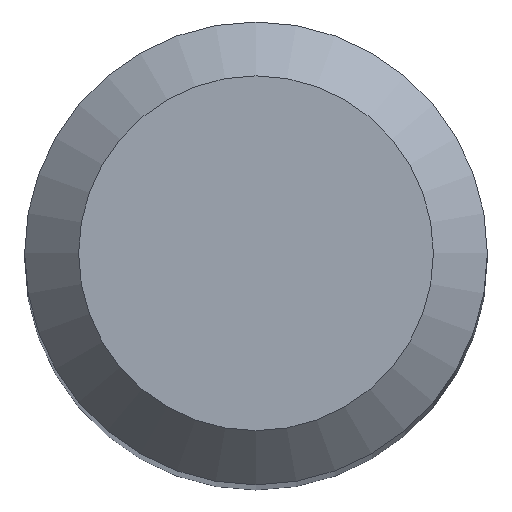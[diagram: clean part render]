
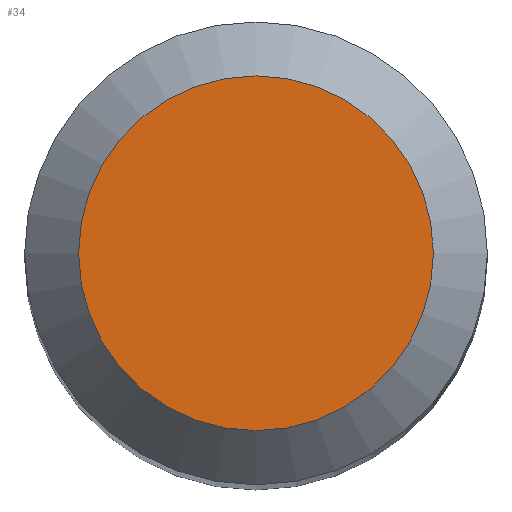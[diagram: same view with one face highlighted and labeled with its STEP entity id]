
A CAD part, top view. The second image highlights one B-rep face of the part: STEP entity #34.
In plain terms, the highlighted planar face has unit normal (0, 0, 1).
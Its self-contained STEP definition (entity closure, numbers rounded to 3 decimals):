
#5 = CARTESIAN_POINT ( 'NONE',  ( 0., 0., 62. ) ) ;
#6 = FACE_OUTER_BOUND ( 'NONE', #243, .T. ) ;
#13 = AXIS2_PLACEMENT_3D ( 'NONE', #151, #152, #51 ) ;
#23 = CIRCLE ( 'NONE', #13, 2.3 ) ;
#26 = AXIS2_PLACEMENT_3D ( 'NONE', #5, #87, #248 ) ;
#34 = ADVANCED_FACE ( 'NONE', ( #6 ), #165, .F. ) ;
#51 = DIRECTION ( 'NONE',  ( 0., 1., 0. ) ) ;
#87 = DIRECTION ( 'NONE',  ( 0., 0., -1. ) ) ;
#151 = CARTESIAN_POINT ( 'NONE',  ( 0., 0., 62. ) ) ;
#152 = DIRECTION ( 'NONE',  ( 0., 0., -1. ) ) ;
#165 = PLANE ( 'NONE',  #26 ) ;
#195 = CARTESIAN_POINT ( 'NONE',  ( 0., 2.3, 62. ) ) ;
#219 = EDGE_CURVE ( 'NONE', #262, #262, #23, .T. ) ;
#226 = ORIENTED_EDGE ( 'NONE', *, *, #219, .F. ) ;
#243 = EDGE_LOOP ( 'NONE', ( #226 ) ) ;
#248 = DIRECTION ( 'NONE',  ( 0., 1., 0. ) ) ;
#262 = VERTEX_POINT ( 'NONE', #195 ) ;
